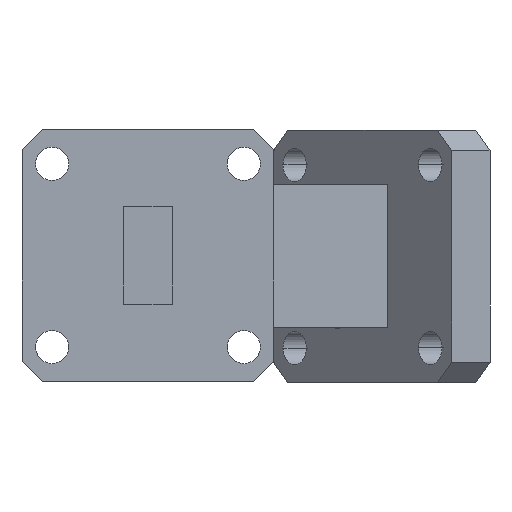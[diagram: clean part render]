
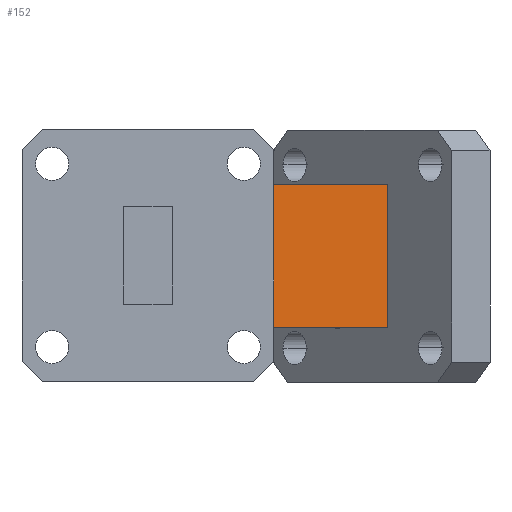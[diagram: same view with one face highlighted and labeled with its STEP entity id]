
A CAD part, top view. The second image highlights one B-rep face of the part: STEP entity #152.
In plain terms, the highlighted planar face has unit normal (0.707, 0, 0.707).
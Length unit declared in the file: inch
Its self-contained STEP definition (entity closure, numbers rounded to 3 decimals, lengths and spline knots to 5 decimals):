
#6 = VERTEX_POINT ( 'NONE', #425 ) ;
#49 = DIRECTION ( 'NONE',  ( 0., 1., 0. ) ) ;
#51 = EDGE_CURVE ( 'NONE', #6, #1618, #184, .T. ) ;
#71 = EDGE_CURVE ( 'NONE', #6, #887, #1027, .T. ) ;
#110 = LINE ( 'NONE', #1761, #846 ) ;
#152 = ADVANCED_FACE ( 'NONE', ( #1356 ), #809, .F. ) ;
#184 = LINE ( 'NONE', #1296, #697 ) ;
#231 = AXIS2_PLACEMENT_3D ( 'NONE', #784, #940, #1081 ) ;
#240 = EDGE_CURVE ( 'NONE', #1618, #1293, #110, .T. ) ;
#291 = CARTESIAN_POINT ( 'NONE',  ( 0.83792, 0.25, -1.91114 ) ) ;
#338 = DIRECTION ( 'NONE',  ( 0.707, 0., -0.707 ) ) ;
#397 = LINE ( 'NONE', #1368, #1577 ) ;
#425 = CARTESIAN_POINT ( 'NONE',  ( 0.30806, -0.25, -1.38128 ) ) ;
#453 = EDGE_LOOP ( 'NONE', ( #966, #1586, #1031, #566 ) ) ;
#469 = CARTESIAN_POINT ( 'NONE',  ( 0.30806, -0.25, -1.38128 ) ) ;
#566 = ORIENTED_EDGE ( 'NONE', *, *, #71, .T. ) ;
#697 = VECTOR ( 'NONE', #49, 39.37008 ) ;
#784 = CARTESIAN_POINT ( 'NONE',  ( 0.30806, 0.25, -1.38128 ) ) ;
#809 = PLANE ( 'NONE',  #231 ) ;
#846 = VECTOR ( 'NONE', #1778, 39.37008 ) ;
#887 = VERTEX_POINT ( 'NONE', #1487 ) ;
#932 = EDGE_CURVE ( 'NONE', #1293, #887, #397, .T. ) ;
#940 = DIRECTION ( 'NONE',  ( -0.707, 0., -0.707 ) ) ;
#951 = DIRECTION ( 'NONE',  ( 0., -1., 0. ) ) ;
#966 = ORIENTED_EDGE ( 'NONE', *, *, #932, .F. ) ;
#1003 = CARTESIAN_POINT ( 'NONE',  ( 0.30806, 0.25, -1.38128 ) ) ;
#1027 = LINE ( 'NONE', #469, #1771 ) ;
#1031 = ORIENTED_EDGE ( 'NONE', *, *, #51, .F. ) ;
#1081 = DIRECTION ( 'NONE',  ( -0.707, 0., 0.707 ) ) ;
#1293 = VERTEX_POINT ( 'NONE', #291 ) ;
#1296 = CARTESIAN_POINT ( 'NONE',  ( 0.30806, 0.25, -1.38128 ) ) ;
#1356 = FACE_OUTER_BOUND ( 'NONE', #453, .T. ) ;
#1368 = CARTESIAN_POINT ( 'NONE',  ( 0.83792, 0.25, -1.91114 ) ) ;
#1487 = CARTESIAN_POINT ( 'NONE',  ( 0.83792, -0.25, -1.91114 ) ) ;
#1577 = VECTOR ( 'NONE', #951, 39.37008 ) ;
#1586 = ORIENTED_EDGE ( 'NONE', *, *, #240, .F. ) ;
#1618 = VERTEX_POINT ( 'NONE', #1003 ) ;
#1761 = CARTESIAN_POINT ( 'NONE',  ( 0.30806, 0.25, -1.38128 ) ) ;
#1771 = VECTOR ( 'NONE', #338, 39.37008 ) ;
#1778 = DIRECTION ( 'NONE',  ( 0.707, 0., -0.707 ) ) ;
